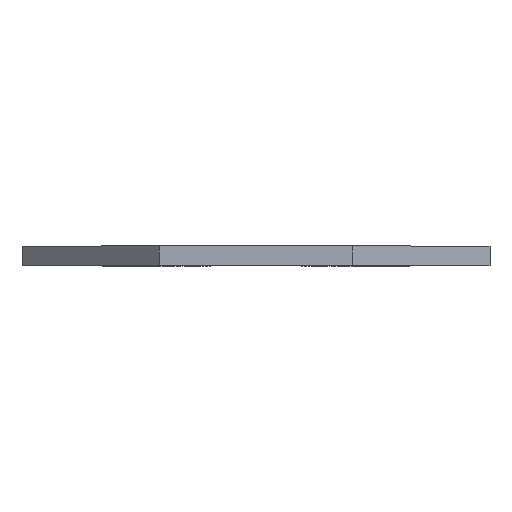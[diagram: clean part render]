
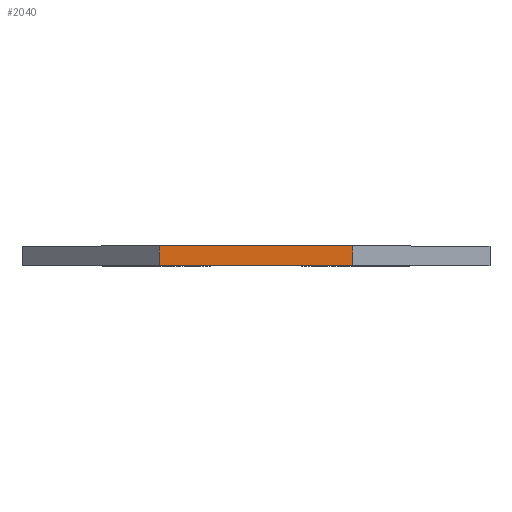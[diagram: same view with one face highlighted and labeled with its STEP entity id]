
A CAD part, top view. The second image highlights one B-rep face of the part: STEP entity #2040.
In plain terms, the highlighted planar face has unit normal (0, 0, 1).
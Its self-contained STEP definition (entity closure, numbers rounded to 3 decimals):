
#38 = CARTESIAN_POINT ( 'NONE',  ( 25., 0., 60.355 ) ) ;
#179 = LINE ( 'NONE', #1049, #2834 ) ;
#183 = VECTOR ( 'NONE', #236, 1000. ) ;
#236 = DIRECTION ( 'NONE',  ( 0., -1., 0. ) ) ;
#424 = LINE ( 'NONE', #885, #183 ) ;
#484 = ORIENTED_EDGE ( 'NONE', *, *, #1018, .T. ) ;
#533 = CARTESIAN_POINT ( 'NONE',  ( -25., 5., 60.355 ) ) ;
#836 = CARTESIAN_POINT ( 'NONE',  ( 25., 5., 60.355 ) ) ;
#885 = CARTESIAN_POINT ( 'NONE',  ( -25., 5., 60.355 ) ) ;
#1000 = CARTESIAN_POINT ( 'NONE',  ( 25., 5., 60.355 ) ) ;
#1018 = EDGE_CURVE ( 'NONE', #2674, #1787, #179, .T. ) ;
#1034 = ORIENTED_EDGE ( 'NONE', *, *, #2192, .F. ) ;
#1049 = CARTESIAN_POINT ( 'NONE',  ( 25., 0., 60.355 ) ) ;
#1189 = EDGE_LOOP ( 'NONE', ( #484, #2493, #1034, #1895 ) ) ;
#1278 = LINE ( 'NONE', #1453, #2146 ) ;
#1432 = PLANE ( 'NONE',  #1937 ) ;
#1453 = CARTESIAN_POINT ( 'NONE',  ( 25., 5., 60.355 ) ) ;
#1585 = VERTEX_POINT ( 'NONE', #836 ) ;
#1658 = DIRECTION ( 'NONE',  ( -1., 0., 0. ) ) ;
#1671 = DIRECTION ( 'NONE',  ( 0., -1., 0. ) ) ;
#1787 = VERTEX_POINT ( 'NONE', #38 ) ;
#1895 = ORIENTED_EDGE ( 'NONE', *, *, #2604, .T. ) ;
#1922 = VECTOR ( 'NONE', #2339, 1000. ) ;
#1937 = AXIS2_PLACEMENT_3D ( 'NONE', #1000, #2503, #1658 ) ;
#2040 = ADVANCED_FACE ( 'NONE', ( #2680 ), #1432, .F. ) ;
#2098 = CARTESIAN_POINT ( 'NONE',  ( -25., 0., 60.355 ) ) ;
#2136 = EDGE_CURVE ( 'NONE', #1585, #1787, #1278, .T. ) ;
#2146 = VECTOR ( 'NONE', #1671, 1000. ) ;
#2152 = DIRECTION ( 'NONE',  ( 1., 0., 0. ) ) ;
#2192 = EDGE_CURVE ( 'NONE', #2823, #1585, #2554, .T. ) ;
#2333 = CARTESIAN_POINT ( 'NONE',  ( 25., 5., 60.355 ) ) ;
#2339 = DIRECTION ( 'NONE',  ( 1., 0., 0. ) ) ;
#2493 = ORIENTED_EDGE ( 'NONE', *, *, #2136, .F. ) ;
#2503 = DIRECTION ( 'NONE',  ( 0., 0., -1. ) ) ;
#2554 = LINE ( 'NONE', #2333, #1922 ) ;
#2604 = EDGE_CURVE ( 'NONE', #2823, #2674, #424, .T. ) ;
#2674 = VERTEX_POINT ( 'NONE', #2098 ) ;
#2680 = FACE_OUTER_BOUND ( 'NONE', #1189, .T. ) ;
#2823 = VERTEX_POINT ( 'NONE', #533 ) ;
#2834 = VECTOR ( 'NONE', #2152, 1000. ) ;
